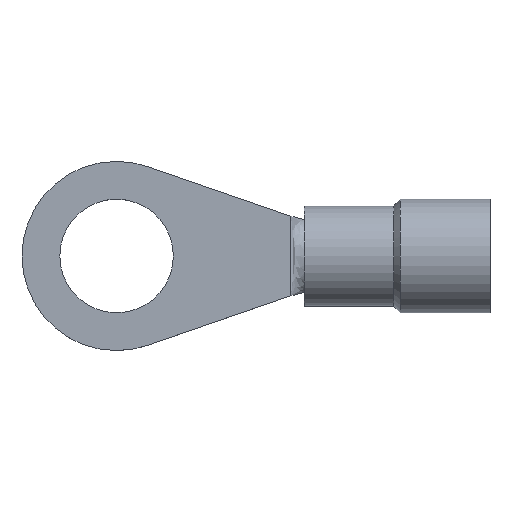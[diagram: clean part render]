
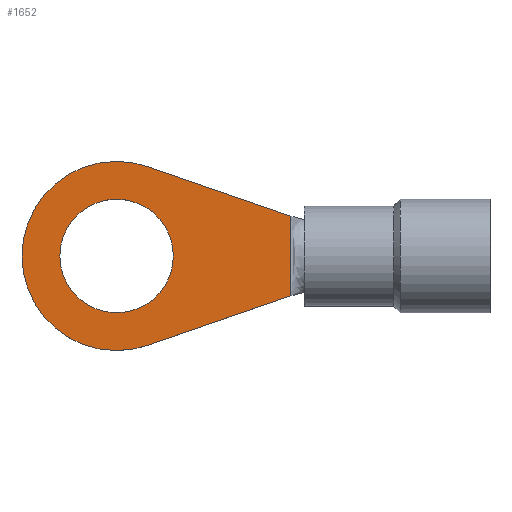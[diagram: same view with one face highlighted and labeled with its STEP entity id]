
A CAD part, top view. The second image highlights one B-rep face of the part: STEP entity #1652.
In plain terms, the highlighted face is planar.
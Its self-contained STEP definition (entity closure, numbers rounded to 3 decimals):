
#22 = CIRCLE ( 'NONE', #1519, 7. ) ;
#37 = VERTEX_POINT ( 'NONE', #463 ) ;
#50 = CARTESIAN_POINT ( 'NONE',  ( 0., 0., -7. ) ) ;
#52 = DIRECTION ( 'NONE',  ( 0.327, 0., 0.945 ) ) ;
#64 = ORIENTED_EDGE ( 'NONE', *, *, #1492, .F. ) ;
#80 = DIRECTION ( 'NONE',  ( 0.327, 0., -0.945 ) ) ;
#121 = EDGE_CURVE ( 'NONE', #412, #1711, #1612, .T. ) ;
#124 = PLANE ( 'NONE',  #259 ) ;
#162 = CIRCLE ( 'NONE', #1756, 4.2 ) ;
#172 = AXIS2_PLACEMENT_3D ( 'NONE', #1762, #1216, #944 ) ;
#174 = DIRECTION ( 'NONE',  ( 0., 1., 0. ) ) ;
#181 = DIRECTION ( 'NONE',  ( 0., 0., 1. ) ) ;
#214 = VECTOR ( 'NONE', #52, 1000. ) ;
#248 = EDGE_CURVE ( 'NONE', #904, #412, #22, .T. ) ;
#249 = DIRECTION ( 'NONE',  ( 0., 1., 0. ) ) ;
#259 = AXIS2_PLACEMENT_3D ( 'NONE', #700, #1796, #1261 ) ;
#356 = AXIS2_PLACEMENT_3D ( 'NONE', #478, #174, #181 ) ;
#359 = CARTESIAN_POINT ( 'NONE',  ( 0., 0., 0. ) ) ;
#412 = VERTEX_POINT ( 'NONE', #595 ) ;
#420 = FACE_BOUND ( 'NONE', #1015, .T. ) ;
#422 = VERTEX_POINT ( 'NONE', #1314 ) ;
#442 = EDGE_CURVE ( 'NONE', #422, #835, #684, .T. ) ;
#463 = CARTESIAN_POINT ( 'NONE',  ( 6.616, 0., 2.288 ) ) ;
#478 = CARTESIAN_POINT ( 'NONE',  ( 0., 0., 0. ) ) ;
#500 = VECTOR ( 'NONE', #738, 1000. ) ;
#595 = CARTESIAN_POINT ( 'NONE',  ( -6.616, 0., 2.288 ) ) ;
#634 = ORIENTED_EDGE ( 'NONE', *, *, #121, .F. ) ;
#660 = LINE ( 'NONE', #1338, #1432 ) ;
#663 = EDGE_CURVE ( 'NONE', #835, #422, #162, .T. ) ;
#684 = CIRCLE ( 'NONE', #356, 4.2 ) ;
#700 = CARTESIAN_POINT ( 'NONE',  ( 0., 0., 0. ) ) ;
#738 = DIRECTION ( 'NONE',  ( -1., 0., 0. ) ) ;
#743 = EDGE_CURVE ( 'NONE', #772, #37, #660, .T. ) ;
#772 = VERTEX_POINT ( 'NONE', #1371 ) ;
#835 = VERTEX_POINT ( 'NONE', #932 ) ;
#899 = EDGE_CURVE ( 'NONE', #772, #1711, #1159, .T. ) ;
#904 = VERTEX_POINT ( 'NONE', #50 ) ;
#914 = CARTESIAN_POINT ( 'NONE',  ( -2.6, 0., 13.9 ) ) ;
#932 = CARTESIAN_POINT ( 'NONE',  ( 0., 0., -4.2 ) ) ;
#944 = DIRECTION ( 'NONE',  ( 0., 0., 1. ) ) ;
#963 = DIRECTION ( 'NONE',  ( 0., 0., 1. ) ) ;
#967 = ORIENTED_EDGE ( 'NONE', *, *, #248, .F. ) ;
#976 = FACE_OUTER_BOUND ( 'NONE', #1219, .T. ) ;
#1015 = EDGE_LOOP ( 'NONE', ( #1266, #1086 ) ) ;
#1086 = ORIENTED_EDGE ( 'NONE', *, *, #442, .T. ) ;
#1159 = LINE ( 'NONE', #1307, #500 ) ;
#1216 = DIRECTION ( 'NONE',  ( 0., 1., 0. ) ) ;
#1219 = EDGE_LOOP ( 'NONE', ( #1658, #1258, #634, #967, #64 ) ) ;
#1258 = ORIENTED_EDGE ( 'NONE', *, *, #899, .T. ) ;
#1261 = DIRECTION ( 'NONE',  ( 1., 0., 0. ) ) ;
#1266 = ORIENTED_EDGE ( 'NONE', *, *, #663, .T. ) ;
#1307 = CARTESIAN_POINT ( 'NONE',  ( 0., 0., 12.9 ) ) ;
#1314 = CARTESIAN_POINT ( 'NONE',  ( 0., 0., 4.2 ) ) ;
#1338 = CARTESIAN_POINT ( 'NONE',  ( 2.6, 0., 13.9 ) ) ;
#1371 = CARTESIAN_POINT ( 'NONE',  ( 2.946, 0., 12.9 ) ) ;
#1432 = VECTOR ( 'NONE', #80, 1000. ) ;
#1478 = CIRCLE ( 'NONE', #172, 7. ) ;
#1484 = DIRECTION ( 'NONE',  ( 0., 0., 1. ) ) ;
#1492 = EDGE_CURVE ( 'NONE', #37, #904, #1478, .T. ) ;
#1494 = DIRECTION ( 'NONE',  ( 0., 1., 0. ) ) ;
#1519 = AXIS2_PLACEMENT_3D ( 'NONE', #1645, #249, #963 ) ;
#1612 = LINE ( 'NONE', #914, #214 ) ;
#1645 = CARTESIAN_POINT ( 'NONE',  ( 0., 0., 0. ) ) ;
#1652 = ADVANCED_FACE ( 'NONE', ( #420, #976 ), #124, .F. ) ;
#1658 = ORIENTED_EDGE ( 'NONE', *, *, #743, .F. ) ;
#1669 = CARTESIAN_POINT ( 'NONE',  ( -2.946, 0., 12.9 ) ) ;
#1711 = VERTEX_POINT ( 'NONE', #1669 ) ;
#1756 = AXIS2_PLACEMENT_3D ( 'NONE', #359, #1494, #1484 ) ;
#1762 = CARTESIAN_POINT ( 'NONE',  ( 0., 0., 0. ) ) ;
#1796 = DIRECTION ( 'NONE',  ( 0., 1., 0. ) ) ;
